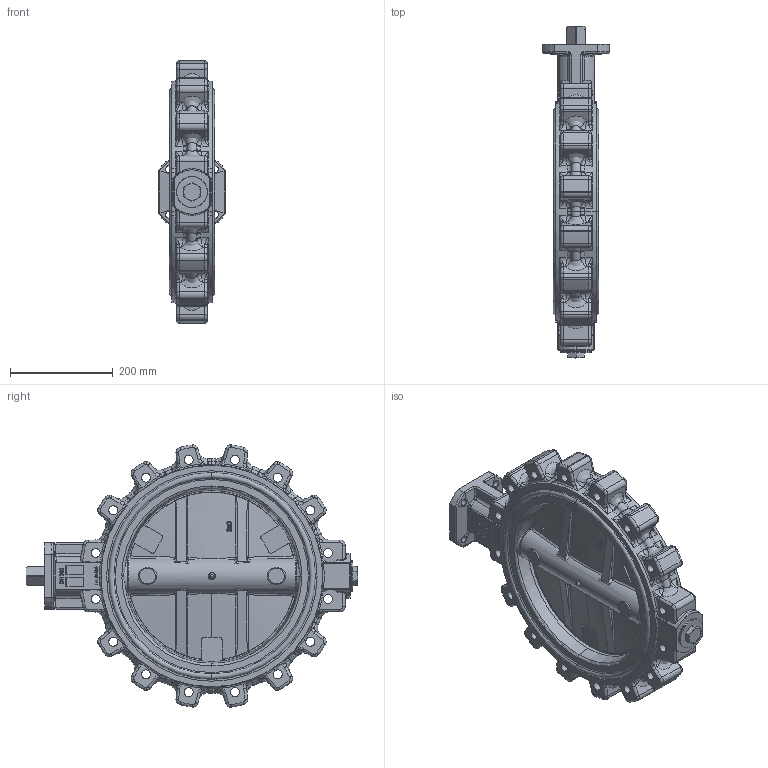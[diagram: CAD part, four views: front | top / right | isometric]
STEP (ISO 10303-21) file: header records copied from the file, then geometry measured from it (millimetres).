
FILE_DESCRIPTION (( 'STEP AP203' ), '1' );
FILE_NAME ('AK02_DN350-PN10_OH.STEP', '2022-10-07T09:14:37', ( '' ), ( '' ), 'SwSTEP 2.0', 'SolidWorks 2021', '' );
FILE_SCHEMA (( 'CONFIG_CONTROL_DESIGN' ));
Products named in the file (1): AK02_DN350-PN10_OH
Bounding box: 130 x 645 x 509.49 mm (x, y, z)
Volume: 9578795.1 mm3; surface area: 744667.9 mm2
Topology: 3 solids, 7 shells, 1749 faces, 4429 edges, 2589 vertices
Faces by surface type: bspline 617, cylinder 342, plane 315, torus 315, cone 143, sphere 17
Entity records: 101273 total; most frequent: CARTESIAN_POINT 64641, ORIENTED_EDGE 8544, DIRECTION 6444, EDGE_CURVE 4272, AXIS2_PLACEMENT_3D 2695, VERTEX_POINT 2587, EDGE_LOOP 1851, FACE_OUTER_BOUND 1749
